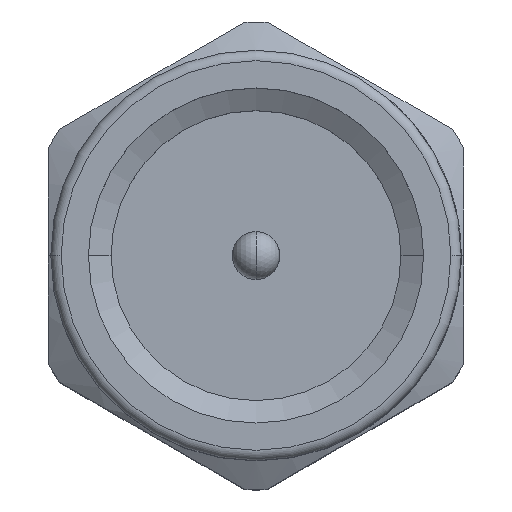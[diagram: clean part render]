
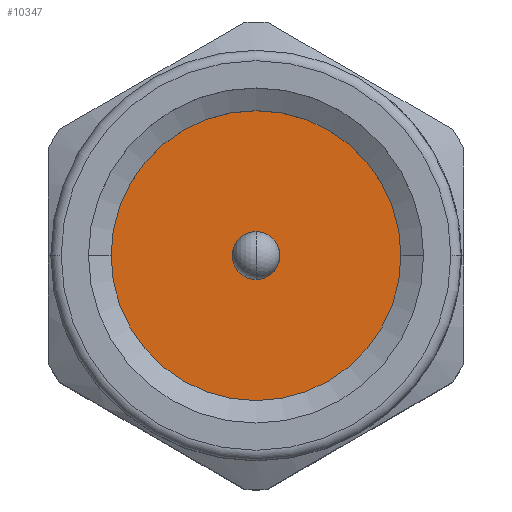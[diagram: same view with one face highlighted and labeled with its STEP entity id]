
A CAD part, top view. The second image highlights one B-rep face of the part: STEP entity #10347.
In plain terms, the highlighted planar face has unit normal (0, 0, 1).
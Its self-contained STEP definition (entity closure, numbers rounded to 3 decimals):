
#1026 = CIRCLE ( 'NONE', #17887, 0.46 ) ;
#1990 = VERTEX_POINT ( 'NONE', #19957 ) ;
#2923 = CARTESIAN_POINT ( 'NONE',  ( 0., 0., 0.922 ) ) ;
#2985 = VERTEX_POINT ( 'NONE', #17761 ) ;
#3054 = CARTESIAN_POINT ( 'NONE',  ( 0., 0., 0.922 ) ) ;
#3785 = CIRCLE ( 'NONE', #6934, 2.79 ) ;
#4566 = DIRECTION ( 'NONE',  ( -1., 0., 0. ) ) ;
#4693 = DIRECTION ( 'NONE',  ( -1., 0., 0. ) ) ;
#6377 = VERTEX_POINT ( 'NONE', #14750 ) ;
#6913 = DIRECTION ( 'NONE',  ( -1., 0., 0. ) ) ;
#6934 = AXIS2_PLACEMENT_3D ( 'NONE', #17022, #7423, #18654 ) ;
#7423 = DIRECTION ( 'NONE',  ( 0., 0., 1. ) ) ;
#7649 = FACE_OUTER_BOUND ( 'NONE', #11102, .T. ) ;
#7770 = ORIENTED_EDGE ( 'NONE', *, *, #14631, .T. ) ;
#7895 = EDGE_LOOP ( 'NONE', ( #12502, #13716 ) ) ;
#8182 = EDGE_CURVE ( 'NONE', #15279, #2985, #3785, .T. ) ;
#9058 = DIRECTION ( 'NONE',  ( 0., 0., 1. ) ) ;
#9504 = EDGE_CURVE ( 'NONE', #1990, #6377, #13680, .T. ) ;
#10347 = ADVANCED_FACE ( 'NONE', ( #16189, #7649 ), #13315, .F. ) ;
#10879 = CIRCLE ( 'NONE', #13799, 2.79 ) ;
#11102 = EDGE_LOOP ( 'NONE', ( #7770, #12774 ) ) ;
#11327 = EDGE_CURVE ( 'NONE', #6377, #1990, #1026, .T. ) ;
#12502 = ORIENTED_EDGE ( 'NONE', *, *, #9504, .F. ) ;
#12774 = ORIENTED_EDGE ( 'NONE', *, *, #8182, .T. ) ;
#13315 = PLANE ( 'NONE',  #17182 ) ;
#13680 = CIRCLE ( 'NONE', #17030, 0.46 ) ;
#13716 = ORIENTED_EDGE ( 'NONE', *, *, #11327, .F. ) ;
#13799 = AXIS2_PLACEMENT_3D ( 'NONE', #3054, #14249, #4693 ) ;
#14130 = DIRECTION ( 'NONE',  ( 0., 0., 1. ) ) ;
#14249 = DIRECTION ( 'NONE',  ( 0., 0., 1. ) ) ;
#14631 = EDGE_CURVE ( 'NONE', #2985, #15279, #10879, .T. ) ;
#14750 = CARTESIAN_POINT ( 'NONE',  ( 0.46, 0., 0.922 ) ) ;
#14886 = CARTESIAN_POINT ( 'NONE',  ( 0., 0., 0.922 ) ) ;
#15279 = VERTEX_POINT ( 'NONE', #19817 ) ;
#16189 = FACE_BOUND ( 'NONE', #7895, .T. ) ;
#16512 = DIRECTION ( 'NONE',  ( 0., 0., -1. ) ) ;
#17022 = CARTESIAN_POINT ( 'NONE',  ( 0., 0., 0.922 ) ) ;
#17030 = AXIS2_PLACEMENT_3D ( 'NONE', #18663, #9058, #20249 ) ;
#17182 = AXIS2_PLACEMENT_3D ( 'NONE', #14886, #16512, #6913 ) ;
#17761 = CARTESIAN_POINT ( 'NONE',  ( 2.79, 0., 0.922 ) ) ;
#17887 = AXIS2_PLACEMENT_3D ( 'NONE', #2923, #14130, #4566 ) ;
#18654 = DIRECTION ( 'NONE',  ( -1., 0., 0. ) ) ;
#18663 = CARTESIAN_POINT ( 'NONE',  ( 0., 0., 0.922 ) ) ;
#19817 = CARTESIAN_POINT ( 'NONE',  ( -2.79, 0., 0.922 ) ) ;
#19957 = CARTESIAN_POINT ( 'NONE',  ( -0.46, 0., 0.922 ) ) ;
#20249 = DIRECTION ( 'NONE',  ( -1., 0., 0. ) ) ;
